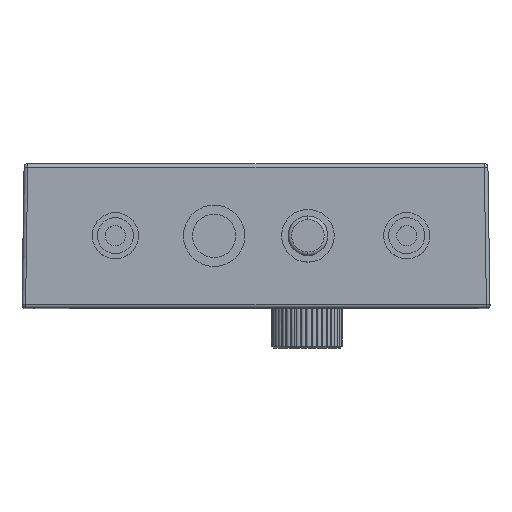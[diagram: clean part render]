
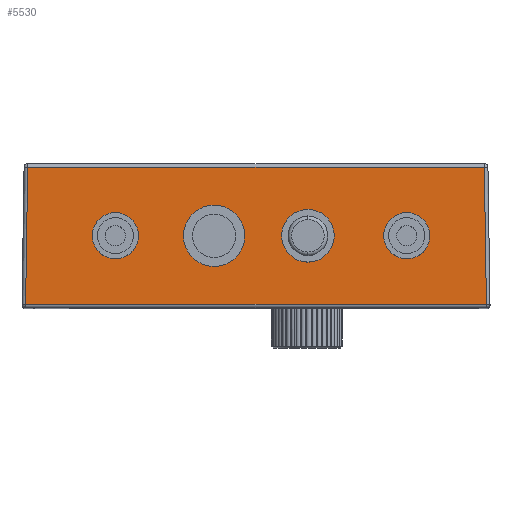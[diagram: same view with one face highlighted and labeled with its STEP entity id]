
A CAD part, top view. The second image highlights one B-rep face of the part: STEP entity #5530.
In plain terms, the highlighted planar face has unit normal (0, 0, 1).
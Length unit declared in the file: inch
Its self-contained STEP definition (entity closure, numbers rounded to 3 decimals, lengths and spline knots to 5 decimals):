
#55 = DIRECTION ( 'NONE',  ( 0., 1., 0. ) ) ;
#72 = VERTEX_POINT ( 'NONE', #5798 ) ;
#172 = DIRECTION ( 'NONE',  ( -1., 0., 0. ) ) ;
#291 = ORIENTED_EDGE ( 'NONE', *, *, #3711, .F. ) ;
#319 = DIRECTION ( 'NONE',  ( 0., 0., 1. ) ) ;
#375 = DIRECTION ( 'NONE',  ( 0., 1., 0. ) ) ;
#608 = LINE ( 'NONE', #10728, #1538 ) ;
#609 = DIRECTION ( 'NONE',  ( 0., 1., 0. ) ) ;
#666 = DIRECTION ( 'NONE',  ( -0.015, 1., 0. ) ) ;
#667 = FACE_BOUND ( 'NONE', #9312, .T. ) ;
#729 = DIRECTION ( 'NONE',  ( 0., 1., 0. ) ) ;
#770 = PLANE ( 'NONE',  #1229 ) ;
#856 = EDGE_LOOP ( 'NONE', ( #9703, #7007 ) ) ;
#915 = EDGE_CURVE ( 'NONE', #7813, #4685, #10318, .T. ) ;
#1036 = CARTESIAN_POINT ( 'NONE',  ( 1.52397, 1.64236, 1.65009 ) ) ;
#1229 = AXIS2_PLACEMENT_3D ( 'NONE', #4910, #9073, #609 ) ;
#1289 = EDGE_CURVE ( 'NONE', #4685, #7813, #6239, .T. ) ;
#1533 = LINE ( 'NONE', #4953, #6717 ) ;
#1538 = VECTOR ( 'NONE', #666, 39.37008 ) ;
#1547 = FACE_OUTER_BOUND ( 'NONE', #4138, .T. ) ;
#1550 = AXIS2_PLACEMENT_3D ( 'NONE', #5888, #5838, #10138 ) ;
#1551 = EDGE_CURVE ( 'NONE', #1962, #10321, #8909, .T. ) ;
#1712 = EDGE_CURVE ( 'NONE', #2348, #3368, #1533, .T. ) ;
#1751 = CIRCLE ( 'NONE', #1918, 0.12598 ) ;
#1787 = CIRCLE ( 'NONE', #7969, 0.16732 ) ;
#1793 = ORIENTED_EDGE ( 'NONE', *, *, #915, .F. ) ;
#1858 = CARTESIAN_POINT ( 'NONE',  ( 1.52397, 1.51638, 1.65009 ) ) ;
#1918 = AXIS2_PLACEMENT_3D ( 'NONE', #1858, #319, #375 ) ;
#1962 = VERTEX_POINT ( 'NONE', #3554 ) ;
#2155 = DIRECTION ( 'NONE',  ( 0., 0., 1. ) ) ;
#2348 = VERTEX_POINT ( 'NONE', #8365 ) ;
#2426 = CARTESIAN_POINT ( 'NONE',  ( -0.55644, 1.14236, 1.65009 ) ) ;
#2525 = CARTESIAN_POINT ( 'NONE',  ( 1.94749, 1.89039, 1.65009 ) ) ;
#2613 = DIRECTION ( 'NONE',  ( 0., 0., 1. ) ) ;
#2663 = CARTESIAN_POINT ( 'NONE',  ( -0.06658, 1.51638, 1.65009 ) ) ;
#2672 = VERTEX_POINT ( 'NONE', #5275 ) ;
#2688 = AXIS2_PLACEMENT_3D ( 'NONE', #9733, #2155, #729 ) ;
#2936 = CIRCLE ( 'NONE', #1550, 0.12598 ) ;
#3235 = CIRCLE ( 'NONE', #2688, 0.1437 ) ;
#3313 = EDGE_LOOP ( 'NONE', ( #1793, #8062 ) ) ;
#3368 = VERTEX_POINT ( 'NONE', #2426 ) ;
#3453 = EDGE_CURVE ( 'NONE', #10321, #1962, #1787, .T. ) ;
#3525 = DIRECTION ( 'NONE',  ( 0., 0., 1. ) ) ;
#3554 = CARTESIAN_POINT ( 'NONE',  ( 0.47279, 1.34905, 1.65009 ) ) ;
#3711 = EDGE_CURVE ( 'NONE', #5462, #2672, #3235, .T. ) ;
#3864 = ORIENTED_EDGE ( 'NONE', *, *, #8207, .F. ) ;
#4118 = DIRECTION ( 'NONE',  ( 0., 1., 0. ) ) ;
#4138 = EDGE_LOOP ( 'NONE', ( #10651, #8891, #7219, #6974 ) ) ;
#4147 = VECTOR ( 'NONE', #172, 39.37008 ) ;
#4346 = EDGE_CURVE ( 'NONE', #2672, #5462, #6129, .T. ) ;
#4575 = VECTOR ( 'NONE', #9504, 39.37008 ) ;
#4685 = VERTEX_POINT ( 'NONE', #4986 ) ;
#4910 = CARTESIAN_POINT ( 'NONE',  ( 1.9787, 1.12268, 1.65009 ) ) ;
#4911 = ORIENTED_EDGE ( 'NONE', *, *, #4346, .F. ) ;
#4953 = CARTESIAN_POINT ( 'NONE',  ( -0.55674, 1.12238, 1.65009 ) ) ;
#4986 = CARTESIAN_POINT ( 'NONE',  ( -0.06658, 1.64236, 1.65009 ) ) ;
#5275 = CARTESIAN_POINT ( 'NONE',  ( 0.9846, 1.37268, 1.65009 ) ) ;
#5314 = VERTEX_POINT ( 'NONE', #1036 ) ;
#5357 = CARTESIAN_POINT ( 'NONE',  ( 1.95871, 1.14236, 1.65009 ) ) ;
#5462 = VERTEX_POINT ( 'NONE', #8596 ) ;
#5506 = CARTESIAN_POINT ( 'NONE',  ( 1.52397, 1.39039, 1.65009 ) ) ;
#5511 = DIRECTION ( 'NONE',  ( 0., 0., 1. ) ) ;
#5530 = ADVANCED_FACE ( 'NONE', ( #1547, #5693, #667, #10055, #9898 ), #770, .T. ) ;
#5693 = FACE_BOUND ( 'NONE', #856, .T. ) ;
#5798 = CARTESIAN_POINT ( 'NONE',  ( 1.95871, 1.14236, 1.65009 ) ) ;
#5836 = VERTEX_POINT ( 'NONE', #5506 ) ;
#5838 = DIRECTION ( 'NONE',  ( 0., 0., 1. ) ) ;
#5888 = CARTESIAN_POINT ( 'NONE',  ( 1.52397, 1.51638, 1.65009 ) ) ;
#6129 = CIRCLE ( 'NONE', #6836, 0.1437 ) ;
#6173 = DIRECTION ( 'NONE',  ( 0., 1., 0. ) ) ;
#6239 = CIRCLE ( 'NONE', #10487, 0.12598 ) ;
#6341 = DIRECTION ( 'NONE',  ( 0., 1., 0. ) ) ;
#6448 = EDGE_LOOP ( 'NONE', ( #9236, #3864 ) ) ;
#6608 = AXIS2_PLACEMENT_3D ( 'NONE', #7169, #5511, #6173 ) ;
#6624 = CARTESIAN_POINT ( 'NONE',  ( 0.9846, 1.51638, 1.65009 ) ) ;
#6717 = VECTOR ( 'NONE', #9765, 39.37008 ) ;
#6767 = CARTESIAN_POINT ( 'NONE',  ( 0.47279, 1.6837, 1.65009 ) ) ;
#6836 = AXIS2_PLACEMENT_3D ( 'NONE', #6624, #9995, #4118 ) ;
#6847 = EDGE_CURVE ( 'NONE', #5836, #5314, #2936, .T. ) ;
#6860 = CARTESIAN_POINT ( 'NONE',  ( 1.9787, 1.89039, 1.65009 ) ) ;
#6974 = ORIENTED_EDGE ( 'NONE', *, *, #10744, .T. ) ;
#7007 = ORIENTED_EDGE ( 'NONE', *, *, #1551, .F. ) ;
#7169 = CARTESIAN_POINT ( 'NONE',  ( 0.47279, 1.51638, 1.65009 ) ) ;
#7219 = ORIENTED_EDGE ( 'NONE', *, *, #8059, .T. ) ;
#7472 = AXIS2_PLACEMENT_3D ( 'NONE', #2663, #2613, #10253 ) ;
#7629 = CARTESIAN_POINT ( 'NONE',  ( -0.06658, 1.51638, 1.65009 ) ) ;
#7740 = LINE ( 'NONE', #6860, #4147 ) ;
#7813 = VERTEX_POINT ( 'NONE', #10220 ) ;
#7969 = AXIS2_PLACEMENT_3D ( 'NONE', #9654, #10606, #6341 ) ;
#8059 = EDGE_CURVE ( 'NONE', #72, #9286, #608, .T. ) ;
#8062 = ORIENTED_EDGE ( 'NONE', *, *, #1289, .F. ) ;
#8207 = EDGE_CURVE ( 'NONE', #5314, #5836, #1751, .T. ) ;
#8365 = CARTESIAN_POINT ( 'NONE',  ( -0.54522, 1.89039, 1.65009 ) ) ;
#8596 = CARTESIAN_POINT ( 'NONE',  ( 0.9846, 1.66008, 1.65009 ) ) ;
#8891 = ORIENTED_EDGE ( 'NONE', *, *, #8982, .T. ) ;
#8909 = CIRCLE ( 'NONE', #6608, 0.16732 ) ;
#8982 = EDGE_CURVE ( 'NONE', #3368, #72, #10276, .T. ) ;
#9073 = DIRECTION ( 'NONE',  ( 0., 0., 1. ) ) ;
#9236 = ORIENTED_EDGE ( 'NONE', *, *, #6847, .F. ) ;
#9286 = VERTEX_POINT ( 'NONE', #2525 ) ;
#9312 = EDGE_LOOP ( 'NONE', ( #4911, #291 ) ) ;
#9504 = DIRECTION ( 'NONE',  ( 1., 0., 0. ) ) ;
#9654 = CARTESIAN_POINT ( 'NONE',  ( 0.47279, 1.51638, 1.65009 ) ) ;
#9703 = ORIENTED_EDGE ( 'NONE', *, *, #3453, .F. ) ;
#9733 = CARTESIAN_POINT ( 'NONE',  ( 0.9846, 1.51638, 1.65009 ) ) ;
#9765 = DIRECTION ( 'NONE',  ( -0.015, -1., 0. ) ) ;
#9898 = FACE_BOUND ( 'NONE', #3313, .T. ) ;
#9995 = DIRECTION ( 'NONE',  ( 0., 0., 1. ) ) ;
#10055 = FACE_BOUND ( 'NONE', #6448, .T. ) ;
#10138 = DIRECTION ( 'NONE',  ( 0., 1., 0. ) ) ;
#10220 = CARTESIAN_POINT ( 'NONE',  ( -0.06658, 1.39039, 1.65009 ) ) ;
#10253 = DIRECTION ( 'NONE',  ( 0., 1., 0. ) ) ;
#10276 = LINE ( 'NONE', #5357, #4575 ) ;
#10318 = CIRCLE ( 'NONE', #7472, 0.12598 ) ;
#10321 = VERTEX_POINT ( 'NONE', #6767 ) ;
#10487 = AXIS2_PLACEMENT_3D ( 'NONE', #7629, #3525, #55 ) ;
#10606 = DIRECTION ( 'NONE',  ( 0., 0., 1. ) ) ;
#10651 = ORIENTED_EDGE ( 'NONE', *, *, #1712, .T. ) ;
#10728 = CARTESIAN_POINT ( 'NONE',  ( 1.9472, 1.90978, 1.65009 ) ) ;
#10744 = EDGE_CURVE ( 'NONE', #9286, #2348, #7740, .T. ) ;
